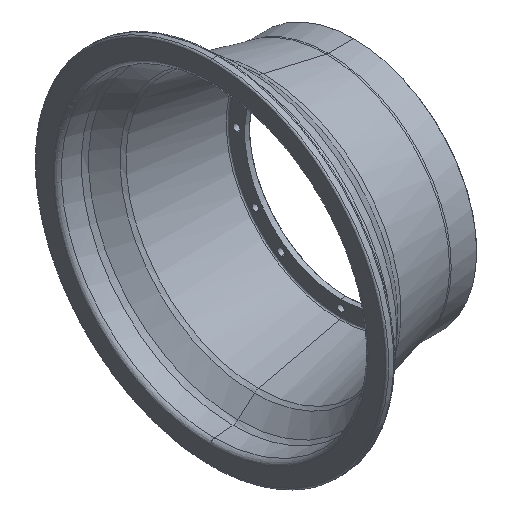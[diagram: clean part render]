
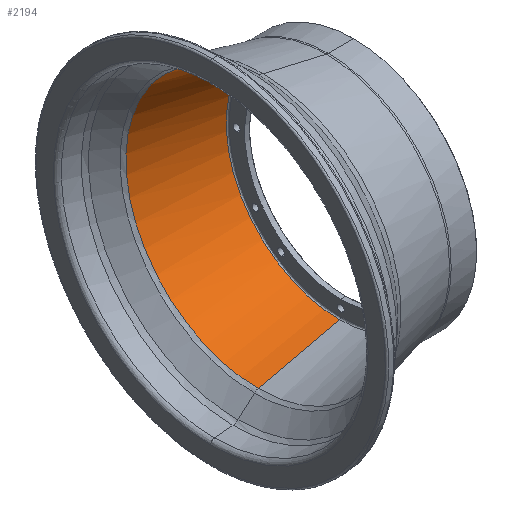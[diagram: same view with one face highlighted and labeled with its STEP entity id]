
A CAD part, isometric view. The second image highlights one B-rep face of the part: STEP entity #2194.
In plain terms, the highlighted free-form (B-spline) face has degree [2, 1] with [5, 2] control points.
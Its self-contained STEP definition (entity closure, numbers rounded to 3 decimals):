
#364 = VERTEX_POINT('',#365);
#365 = CARTESIAN_POINT('',(-20.538,0.,158.404));
#372 = VERTEX_POINT('',#373);
#373 = CARTESIAN_POINT('',(-20.538,0.,
    -158.404));
#738 = VERTEX_POINT('',#739);
#739 = CARTESIAN_POINT('',(-134.425,0.,
    -184.697));
#745 = EDGE_CURVE('',#746,#738,#748,.T.);
#746 = VERTEX_POINT('',#747);
#747 = CARTESIAN_POINT('',(-134.425,0.,184.697));
#748 = ( BOUNDED_CURVE() B_SPLINE_CURVE(2,(#749,#750,#751,#752,#753),
.UNSPECIFIED.,.F.,.F.) B_SPLINE_CURVE_WITH_KNOTS((3,2,3),(3.142,
4.712,6.283),.PIECEWISE_BEZIER_KNOTS.) CURVE() 
GEOMETRIC_REPRESENTATION_ITEM() RATIONAL_B_SPLINE_CURVE((1.,
0.707,1.,0.707,1.)) REPRESENTATION_ITEM('') );
#749 = CARTESIAN_POINT('',(-134.425,0.,
    184.697));
#750 = CARTESIAN_POINT('',(-134.425,184.697,
    184.697));
#751 = CARTESIAN_POINT('',(-134.425,184.697,
    0.));
#752 = CARTESIAN_POINT('',(-134.425,184.697,
    -184.697));
#753 = CARTESIAN_POINT('',(-134.425,0.,
    -184.697));
#1693 = EDGE_CURVE('',#364,#746,#1694,.T.);
#1694 = B_SPLINE_CURVE_WITH_KNOTS('',1,(#1695,#1696),.UNSPECIFIED.,.F.,
  .F.,(2,2),(-102.554,-2.677),.PIECEWISE_BEZIER_KNOTS.);
#1695 = CARTESIAN_POINT('',(-20.538,0.,158.404));
#1696 = CARTESIAN_POINT('',(-134.425,0.,184.697));
#1706 = EDGE_CURVE('',#372,#738,#1707,.T.);
#1707 = B_SPLINE_CURVE_WITH_KNOTS('',1,(#1708,#1709),.UNSPECIFIED.,.F.,
  .F.,(2,2),(-102.554,-2.677),.PIECEWISE_BEZIER_KNOTS.);
#1708 = CARTESIAN_POINT('',(-20.538,0.,
    -158.404));
#1709 = CARTESIAN_POINT('',(-134.425,0.,
    -184.697));
#2194 = ADVANCED_FACE('',(#2195),#2208,.F.);
#2195 = FACE_BOUND('',#2196,.F.);
#2196 = EDGE_LOOP('',(#2197,#2198,#2199,#2207));
#2197 = ORIENTED_EDGE('',*,*,#745,.F.);
#2198 = ORIENTED_EDGE('',*,*,#1693,.F.);
#2199 = ORIENTED_EDGE('',*,*,#2200,.F.);
#2200 = EDGE_CURVE('',#372,#364,#2201,.T.);
#2201 = ( BOUNDED_CURVE() B_SPLINE_CURVE(2,(#2202,#2203,#2204,#2205,
#2206),.UNSPECIFIED.,.F.,.F.) B_SPLINE_CURVE_WITH_KNOTS((3,2,3),(
    3.142,4.712,6.283),
.PIECEWISE_BEZIER_KNOTS.) CURVE() GEOMETRIC_REPRESENTATION_ITEM() 
RATIONAL_B_SPLINE_CURVE((1.,0.707,1.,0.707,1.)) 
REPRESENTATION_ITEM('') );
#2202 = CARTESIAN_POINT('',(-20.538,0.,
    -158.404));
#2203 = CARTESIAN_POINT('',(-20.538,158.404,
    -158.404));
#2204 = CARTESIAN_POINT('',(-20.538,158.404,
    0.));
#2205 = CARTESIAN_POINT('',(-20.538,158.404,
    158.404));
#2206 = CARTESIAN_POINT('',(-20.538,0.,
    158.404));
#2207 = ORIENTED_EDGE('',*,*,#1706,.T.);
#2208 = ( BOUNDED_SURFACE() B_SPLINE_SURFACE(2,1,(
    (#2209,#2210)
    ,(#2211,#2212)
    ,(#2213,#2214)
    ,(#2215,#2216)
    ,(#2217,#2218
)),.UNSPECIFIED.,.F.,.F.,.F.) B_SPLINE_SURFACE_WITH_KNOTS((3,2,3),(2,2),
  (0.,1.571,3.142),(-102.554,-2.677),
.PIECEWISE_BEZIER_KNOTS.) GEOMETRIC_REPRESENTATION_ITEM() 
RATIONAL_B_SPLINE_SURFACE((
    (1.,1.)
    ,(0.707,0.707)
    ,(1.,1.)
    ,(0.707,0.707)
,(1.,1.))) REPRESENTATION_ITEM('') SURFACE() );
#2209 = CARTESIAN_POINT('',(-20.538,0.,158.404));
#2210 = CARTESIAN_POINT('',(-134.425,0.,184.697));
#2211 = CARTESIAN_POINT('',(-20.538,158.404,
    158.404));
#2212 = CARTESIAN_POINT('',(-134.425,184.697,
    184.697));
#2213 = CARTESIAN_POINT('',(-20.538,158.404,
    0.));
#2214 = CARTESIAN_POINT('',(-134.425,184.697,
    0.));
#2215 = CARTESIAN_POINT('',(-20.538,158.404,
    -158.404));
#2216 = CARTESIAN_POINT('',(-134.425,184.697,
    -184.697));
#2217 = CARTESIAN_POINT('',(-20.538,0.,
    -158.404));
#2218 = CARTESIAN_POINT('',(-134.425,0.,
    -184.697));
